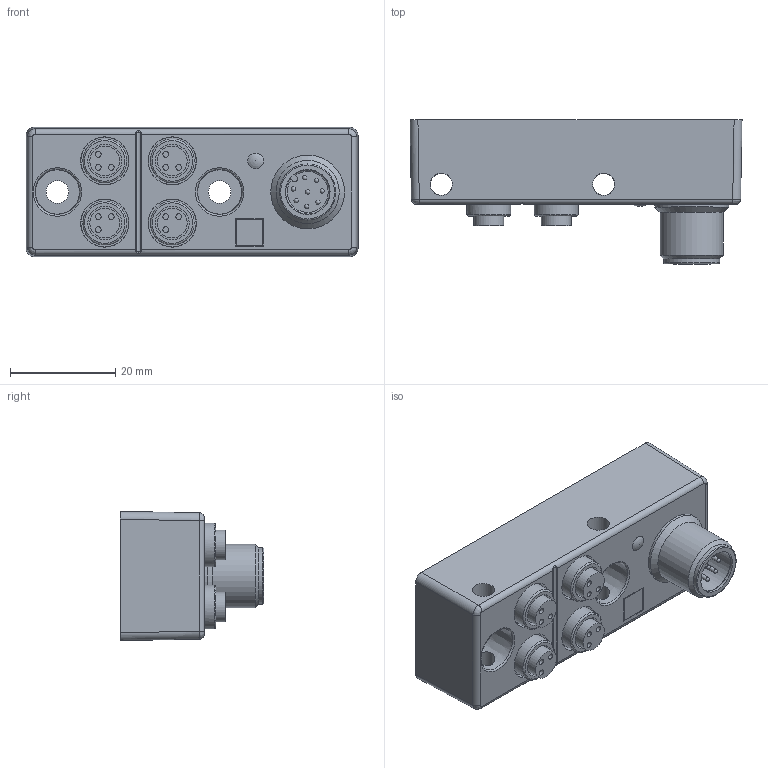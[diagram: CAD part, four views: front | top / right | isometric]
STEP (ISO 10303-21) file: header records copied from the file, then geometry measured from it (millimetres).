
FILE_DESCRIPTION(/* description */ (''),/* implementation_level */ '2;1');
FILE_NAME(/* name */ '5023330_4IOS8-3P1T_stp.stp',/* time_stamp */ '2016-02-19T10:44:40+01:00',/* author */ (''),/* organization */ (''),/* preprocessor_version */ 'ST-DEVELOPER v16',/* originating_system */ 'SIEMENS PLM Software NX 10.0',/* authorisation */ '');
FILE_SCHEMA (('AUTOMOTIVE_DESIGN { 1 0 10303 214 3 1 1 1 }'));
Length unit declared in the file: millimetre
Products named in the file (1): 5023330_4IOS8-3P1T
Bounding box: 63 x 27.3 x 24.51 mm (x, y, z)
Volume: 23963.1 mm3; surface area: 8958 mm2
Topology: 1 solids, 5 shells, 186 faces, 399 edges, 265 vertices
Faces by surface type: plane 76, cylinder 75, torus 12, sphere 9, cone 8, bspline 6
Full cylindrical faces by diameter (mm): 0.8 x8, 1.075 x12, 1.3 x4, 1.575 x12, 4.2 x4, 4.3 x2, 5.65 x4, 6.4 x4, 6.9 x4, 8.3 x4, 8.5 x1, 10.65 x1, 12 x1, 14 x1
Entity records: 4463 total; most frequent: CARTESIAN_POINT 1039, DIRECTION 758, ORIENTED_EDGE 482, AXIS2_PLACEMENT_3D 350, EDGE_LOOP 339, FACE_BOUND 277, EDGE_CURVE 241, VERTEX_POINT 206
